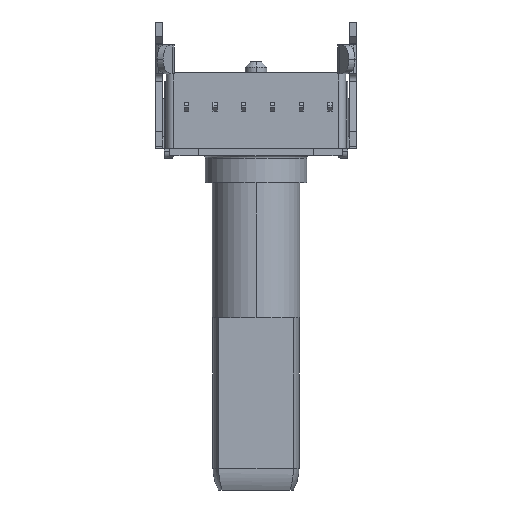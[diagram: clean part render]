
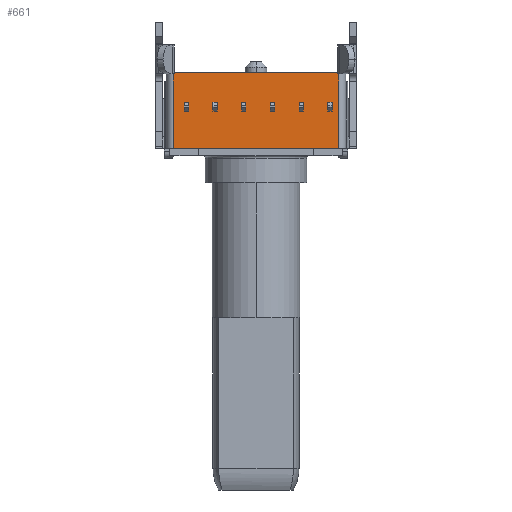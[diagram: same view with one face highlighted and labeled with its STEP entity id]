
A CAD part, front view. The second image highlights one B-rep face of the part: STEP entity #661.
In plain terms, the highlighted planar face has unit normal (0, -1, 0).
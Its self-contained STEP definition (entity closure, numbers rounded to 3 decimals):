
#661=ADVANCED_FACE('NONE',(#1625,#1626,#1627,#1628,#1629,#1630,#1631),#1632,.T.);
#1625=FACE_OUTER_BOUND('',#2895,.T.);
#1626=FACE_BOUND('',#2896,.T.);
#1627=FACE_BOUND('',#2897,.T.);
#1628=FACE_BOUND('',#2898,.T.);
#1629=FACE_BOUND('',#2899,.T.);
#1630=FACE_BOUND('',#2900,.T.);
#1631=FACE_BOUND('',#2901,.T.);
#1632=PLANE('',#2902);
#2895=EDGE_LOOP('',(#5037,#5038,#5039,#5040));
#2896=EDGE_LOOP('',(#5041,#5042,#5043,#5044));
#2897=EDGE_LOOP('',(#5045,#5046,#5047,#5048));
#2898=EDGE_LOOP('',(#5049,#5050,#5051,#5052));
#2899=EDGE_LOOP('',(#5053,#5054,#5055,#5056));
#2900=EDGE_LOOP('',(#5057,#5058,#5059,#5060));
#2901=EDGE_LOOP('',(#5061,#5062,#5063,#5064));
#2902=AXIS2_PLACEMENT_3D('',#5065,#5066,#5067);
#5037=ORIENTED_EDGE('',*,*,#8397,.F.);
#5038=ORIENTED_EDGE('',*,*,#7939,.F.);
#5039=ORIENTED_EDGE('',*,*,#8395,.T.);
#5040=ORIENTED_EDGE('',*,*,#8398,.F.);
#5041=ORIENTED_EDGE('',*,*,#8399,.T.);
#5042=ORIENTED_EDGE('',*,*,#8400,.T.);
#5043=ORIENTED_EDGE('',*,*,#8401,.T.);
#5044=ORIENTED_EDGE('',*,*,#8402,.T.);
#5045=ORIENTED_EDGE('',*,*,#8403,.T.);
#5046=ORIENTED_EDGE('',*,*,#8404,.T.);
#5047=ORIENTED_EDGE('',*,*,#8405,.T.);
#5048=ORIENTED_EDGE('',*,*,#8406,.T.);
#5049=ORIENTED_EDGE('',*,*,#8407,.T.);
#5050=ORIENTED_EDGE('',*,*,#8408,.T.);
#5051=ORIENTED_EDGE('',*,*,#8409,.T.);
#5052=ORIENTED_EDGE('',*,*,#8410,.T.);
#5053=ORIENTED_EDGE('',*,*,#8411,.T.);
#5054=ORIENTED_EDGE('',*,*,#8412,.T.);
#5055=ORIENTED_EDGE('',*,*,#8413,.T.);
#5056=ORIENTED_EDGE('',*,*,#8414,.T.);
#5057=ORIENTED_EDGE('',*,*,#8415,.T.);
#5058=ORIENTED_EDGE('',*,*,#8416,.T.);
#5059=ORIENTED_EDGE('',*,*,#8417,.T.);
#5060=ORIENTED_EDGE('',*,*,#8418,.T.);
#5061=ORIENTED_EDGE('',*,*,#8419,.T.);
#5062=ORIENTED_EDGE('',*,*,#8420,.T.);
#5063=ORIENTED_EDGE('',*,*,#8421,.T.);
#5064=ORIENTED_EDGE('',*,*,#8422,.T.);
#5065=CARTESIAN_POINT('',(5.75,-9.5,5.25));
#5066=DIRECTION('',(0.0,-1.0,0.0));
#5067=DIRECTION('',(0.0,0.0,-1.0));
#7939=EDGE_CURVE('NONE',#9546,#9548,#9549,.T.);
#8395=EDGE_CURVE('NONE',#9546,#10274,#10276,.T.);
#8397=EDGE_CURVE('NONE',#9548,#10278,#10279,.T.);
#8398=EDGE_CURVE('NONE',#10278,#10274,#10280,.T.);
#8399=EDGE_CURVE('NONE',#10281,#10282,#10283,.T.);
#8400=EDGE_CURVE('NONE',#10282,#10284,#10285,.T.);
#8401=EDGE_CURVE('NONE',#10284,#10286,#10287,.T.);
#8402=EDGE_CURVE('NONE',#10286,#10281,#10288,.T.);
#8403=EDGE_CURVE('NONE',#10289,#10290,#10291,.T.);
#8404=EDGE_CURVE('NONE',#10290,#10292,#10293,.T.);
#8405=EDGE_CURVE('NONE',#10292,#10294,#10295,.T.);
#8406=EDGE_CURVE('NONE',#10294,#10289,#10296,.T.);
#8407=EDGE_CURVE('NONE',#10297,#10298,#10299,.T.);
#8408=EDGE_CURVE('NONE',#10298,#10300,#10301,.T.);
#8409=EDGE_CURVE('NONE',#10300,#10302,#10303,.T.);
#8410=EDGE_CURVE('NONE',#10302,#10297,#10304,.T.);
#8411=EDGE_CURVE('NONE',#10305,#10306,#10307,.T.);
#8412=EDGE_CURVE('NONE',#10306,#10308,#10309,.T.);
#8413=EDGE_CURVE('NONE',#10308,#10310,#10311,.T.);
#8414=EDGE_CURVE('NONE',#10310,#10305,#10312,.T.);
#8415=EDGE_CURVE('NONE',#10313,#10314,#10315,.T.);
#8416=EDGE_CURVE('NONE',#10314,#10316,#10317,.T.);
#8417=EDGE_CURVE('NONE',#10316,#10318,#10319,.T.);
#8418=EDGE_CURVE('NONE',#10318,#10313,#10320,.T.);
#8419=EDGE_CURVE('NONE',#10321,#10322,#10323,.T.);
#8420=EDGE_CURVE('NONE',#10322,#10324,#10325,.T.);
#8421=EDGE_CURVE('NONE',#10324,#10326,#10327,.T.);
#8422=EDGE_CURVE('NONE',#10326,#10321,#10328,.T.);
#9546=VERTEX_POINT('NONE',#11861);
#9548=VERTEX_POINT('NONE',#11864);
#9549=LINE('',#11865,#11866);
#10274=VERTEX_POINT('NONE',#13023);
#10276=LINE('',#13026,#13027);
#10278=VERTEX_POINT('NONE',#13029);
#10279=LINE('',#13030,#13031);
#10280=LINE('',#13032,#13033);
#10281=VERTEX_POINT('NONE',#13034);
#10282=VERTEX_POINT('NONE',#13035);
#10283=LINE('',#13036,#13037);
#10284=VERTEX_POINT('NONE',#13038);
#10285=LINE('',#13039,#13040);
#10286=VERTEX_POINT('NONE',#13041);
#10287=LINE('',#13042,#13043);
#10288=LINE('',#13044,#13045);
#10289=VERTEX_POINT('NONE',#13046);
#10290=VERTEX_POINT('NONE',#13047);
#10291=LINE('',#13048,#13049);
#10292=VERTEX_POINT('NONE',#13050);
#10293=LINE('',#13051,#13052);
#10294=VERTEX_POINT('NONE',#13053);
#10295=LINE('',#13054,#13055);
#10296=LINE('',#13056,#13057);
#10297=VERTEX_POINT('NONE',#13058);
#10298=VERTEX_POINT('NONE',#13059);
#10299=LINE('',#13060,#13061);
#10300=VERTEX_POINT('NONE',#13062);
#10301=LINE('',#13063,#13064);
#10302=VERTEX_POINT('NONE',#13065);
#10303=LINE('',#13066,#13067);
#10304=LINE('',#13068,#13069);
#10305=VERTEX_POINT('NONE',#13070);
#10306=VERTEX_POINT('NONE',#13071);
#10307=LINE('',#13072,#13073);
#10308=VERTEX_POINT('NONE',#13074);
#10309=LINE('',#13075,#13076);
#10310=VERTEX_POINT('NONE',#13077);
#10311=LINE('',#13078,#13079);
#10312=LINE('',#13080,#13081);
#10313=VERTEX_POINT('NONE',#13082);
#10314=VERTEX_POINT('NONE',#13083);
#10315=LINE('',#13084,#13085);
#10316=VERTEX_POINT('NONE',#13086);
#10317=LINE('',#13087,#13088);
#10318=VERTEX_POINT('NONE',#13089);
#10319=LINE('',#13090,#13091);
#10320=LINE('',#13092,#13093);
#10321=VERTEX_POINT('NONE',#13094);
#10322=VERTEX_POINT('NONE',#13095);
#10323=LINE('',#13096,#13097);
#10324=VERTEX_POINT('NONE',#13098);
#10325=LINE('',#13099,#13100);
#10326=VERTEX_POINT('NONE',#13101);
#10327=LINE('',#13102,#13103);
#10328=LINE('',#13104,#13105);
#11861=CARTESIAN_POINT('',(5.75,-9.5,0.0));
#11864=CARTESIAN_POINT('',(-5.75,-9.5,0.0));
#11865=CARTESIAN_POINT('',(0.,-9.5,0.0));
#11866=VECTOR('',#15264,1000.0);
#13023=CARTESIAN_POINT('',(5.75,-9.5,5.25));
#13026=CARTESIAN_POINT('',(5.75,-9.5,2.625));
#13027=VECTOR('',#15673,1000.0);
#13029=CARTESIAN_POINT('',(-5.75,-9.5,5.25));
#13030=CARTESIAN_POINT('',(-5.75,-9.5,2.625));
#13031=VECTOR('',#15674,1000.0);
#13032=CARTESIAN_POINT('',(0.075,-9.5,5.25));
#13033=VECTOR('',#15675,1000.0);
#13034=CARTESIAN_POINT('',(5.,-9.5,3.2));
#13035=CARTESIAN_POINT('',(5.3,-9.5,3.2));
#13036=CARTESIAN_POINT('',(5.,-9.5,3.2));
#13037=VECTOR('',#15676,1000.0);
#13038=CARTESIAN_POINT('',(5.3,-9.5,2.6));
#13039=CARTESIAN_POINT('',(5.3,-9.5,2.3));
#13040=VECTOR('',#15677,1000.0);
#13041=CARTESIAN_POINT('',(5.,-9.5,2.6));
#13042=CARTESIAN_POINT('',(5.,-9.5,2.6));
#13043=VECTOR('',#15678,1000.0);
#13044=CARTESIAN_POINT('',(5.,-9.5,9.4));
#13045=VECTOR('',#15679,1000.0);
#13046=CARTESIAN_POINT('',(-5.,-9.5,3.2));
#13047=CARTESIAN_POINT('',(-4.7,-9.5,3.2));
#13048=CARTESIAN_POINT('',(-5.,-9.5,3.2));
#13049=VECTOR('',#15680,1000.0);
#13050=CARTESIAN_POINT('',(-4.7,-9.5,2.6));
#13051=CARTESIAN_POINT('',(-4.7,-9.5,2.3));
#13052=VECTOR('',#15681,1000.0);
#13053=CARTESIAN_POINT('',(-5.,-9.5,2.6));
#13054=CARTESIAN_POINT('',(-5.,-9.5,2.6));
#13055=VECTOR('',#15682,1000.0);
#13056=CARTESIAN_POINT('',(-5.,-9.5,9.4));
#13057=VECTOR('',#15683,1000.0);
#13058=CARTESIAN_POINT('',(3.,-9.5,3.2));
#13059=CARTESIAN_POINT('',(3.3,-9.5,3.2));
#13060=CARTESIAN_POINT('',(3.,-9.5,3.2));
#13061=VECTOR('',#15684,1000.0);
#13062=CARTESIAN_POINT('',(3.3,-9.5,2.6));
#13063=CARTESIAN_POINT('',(3.3,-9.5,2.3));
#13064=VECTOR('',#15685,1000.0);
#13065=CARTESIAN_POINT('',(3.,-9.5,2.6));
#13066=CARTESIAN_POINT('',(3.,-9.5,2.6));
#13067=VECTOR('',#15686,1000.0);
#13068=CARTESIAN_POINT('',(3.,-9.5,9.4));
#13069=VECTOR('',#15687,1000.0);
#13070=CARTESIAN_POINT('',(-3.,-9.5,3.2));
#13071=CARTESIAN_POINT('',(-2.7,-9.5,3.2));
#13072=CARTESIAN_POINT('',(-3.,-9.5,3.2));
#13073=VECTOR('',#15688,1000.0);
#13074=CARTESIAN_POINT('',(-2.7,-9.5,2.6));
#13075=CARTESIAN_POINT('',(-2.7,-9.5,2.3));
#13076=VECTOR('',#15689,1000.0);
#13077=CARTESIAN_POINT('',(-3.,-9.5,2.6));
#13078=CARTESIAN_POINT('',(-3.,-9.5,2.6));
#13079=VECTOR('',#15690,1000.0);
#13080=CARTESIAN_POINT('',(-3.,-9.5,9.4));
#13081=VECTOR('',#15691,1000.0);
#13082=CARTESIAN_POINT('',(1.,-9.5,3.2));
#13083=CARTESIAN_POINT('',(1.3,-9.5,3.2));
#13084=CARTESIAN_POINT('',(1.,-9.5,3.2));
#13085=VECTOR('',#15692,1000.0);
#13086=CARTESIAN_POINT('',(1.3,-9.5,2.6));
#13087=CARTESIAN_POINT('',(1.3,-9.5,2.3));
#13088=VECTOR('',#15693,1000.0);
#13089=CARTESIAN_POINT('',(1.,-9.5,2.6));
#13090=CARTESIAN_POINT('',(1.,-9.5,2.6));
#13091=VECTOR('',#15694,1000.0);
#13092=CARTESIAN_POINT('',(1.,-9.5,9.4));
#13093=VECTOR('',#15695,1000.0);
#13094=CARTESIAN_POINT('',(-1.,-9.5,3.2));
#13095=CARTESIAN_POINT('',(-0.7,-9.5,3.2));
#13096=CARTESIAN_POINT('',(-1.,-9.5,3.2));
#13097=VECTOR('',#15696,1000.0);
#13098=CARTESIAN_POINT('',(-0.7,-9.5,2.6));
#13099=CARTESIAN_POINT('',(-0.7,-9.5,2.3));
#13100=VECTOR('',#15697,1000.0);
#13101=CARTESIAN_POINT('',(-1.,-9.5,2.6));
#13102=CARTESIAN_POINT('',(-1.,-9.5,2.6));
#13103=VECTOR('',#15698,1000.0);
#13104=CARTESIAN_POINT('',(-1.,-9.5,9.4));
#13105=VECTOR('',#15699,1000.0);
#15264=DIRECTION('',(-1.0,-0.0,-0.0));
#15673=DIRECTION('',(-0.0,-0.0,1.0));
#15674=DIRECTION('',(-0.0,-0.0,1.0));
#15675=DIRECTION('',(1.0,-0.0,-0.0));
#15676=DIRECTION('',(1.0,0.0,0.0));
#15677=DIRECTION('',(0.0,0.0,-1.0));
#15678=DIRECTION('',(-1.0,0.0,0.0));
#15679=DIRECTION('',(0.0,0.0,1.0));
#15680=DIRECTION('',(1.0,0.0,0.0));
#15681=DIRECTION('',(0.0,0.0,-1.0));
#15682=DIRECTION('',(-1.0,0.0,0.0));
#15683=DIRECTION('',(0.0,0.0,1.0));
#15684=DIRECTION('',(1.0,0.0,0.0));
#15685=DIRECTION('',(0.0,0.0,-1.0));
#15686=DIRECTION('',(-1.0,0.0,0.0));
#15687=DIRECTION('',(0.0,0.0,1.0));
#15688=DIRECTION('',(1.0,0.0,0.0));
#15689=DIRECTION('',(0.0,0.0,-1.0));
#15690=DIRECTION('',(-1.0,0.0,0.0));
#15691=DIRECTION('',(0.0,0.0,1.0));
#15692=DIRECTION('',(1.0,0.0,0.0));
#15693=DIRECTION('',(0.0,0.0,-1.0));
#15694=DIRECTION('',(-1.0,0.0,0.0));
#15695=DIRECTION('',(0.0,0.0,1.0));
#15696=DIRECTION('',(1.0,0.0,0.0));
#15697=DIRECTION('',(0.0,0.0,-1.0));
#15698=DIRECTION('',(-1.0,0.0,0.0));
#15699=DIRECTION('',(0.0,0.0,1.0));
